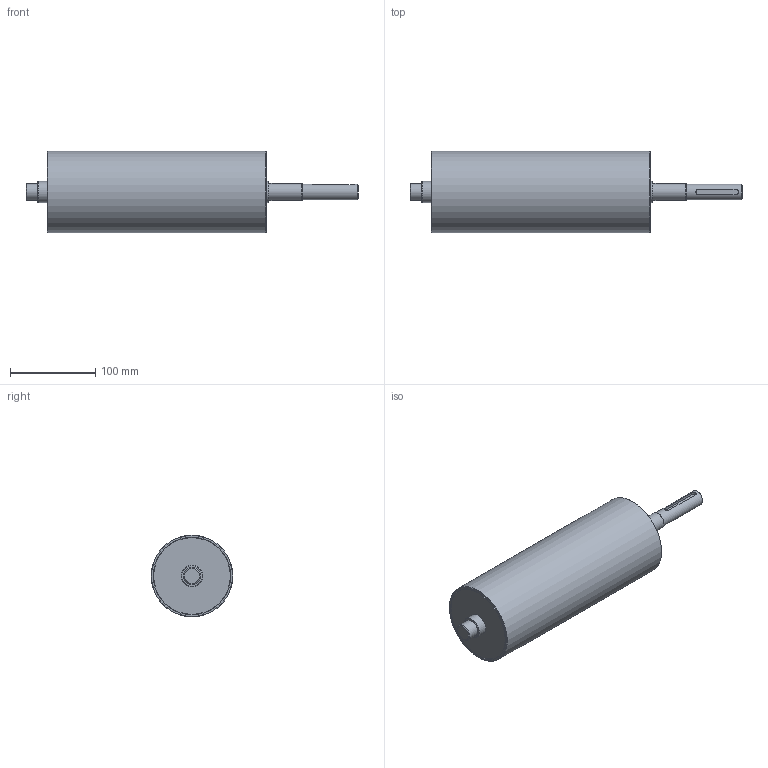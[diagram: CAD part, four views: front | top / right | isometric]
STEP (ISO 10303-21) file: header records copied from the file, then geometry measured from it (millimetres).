
FILE_DESCRIPTION(/* description */ (''),/* implementation_level */ '2;1');
FILE_NAME(/* name */ '904521.stp',/* time_stamp */ '2013-12-17T10:14:44+01:00',/* author */ ('AlutecKK'),/* organization */ (''),/* preprocessor_version */ 'ST-DEVELOPER v15.2',/* originating_system */ 'Autodesk Inventor 2014',/* authorisation */ '');
FILE_SCHEMA (('AUTOMOTIVE_DESIGN { 1 0 10303 214 3 1 1 }'));
Length unit declared in the file: millimetre
Products named in the file (4): 904521-čep I-96; 904521-čep II-96; 904521
Bounding box: 389.5 x 96 x 96 mm (x, y, z)
Volume: 549232.6 mm3; surface area: 196278.5 mm2
Topology: 3 solids, 3 shells, 37 faces, 63 edges, 40 vertices
Faces by surface type: plane 16, cylinder 13, cone 8
Full cylindrical faces by diameter (mm): 18 x1, 20 x2, 25 x2, 89 x1, 90 x4, 96 x1
Entity records: 917 total; most frequent: CARTESIAN_POINT 164, DIRECTION 160, ORIENTED_EDGE 88, AXIS2_PLACEMENT_3D 76, EDGE_LOOP 66, EDGE_CURVE 44, VERTEX_POINT 40, ADVANCED_FACE 37
